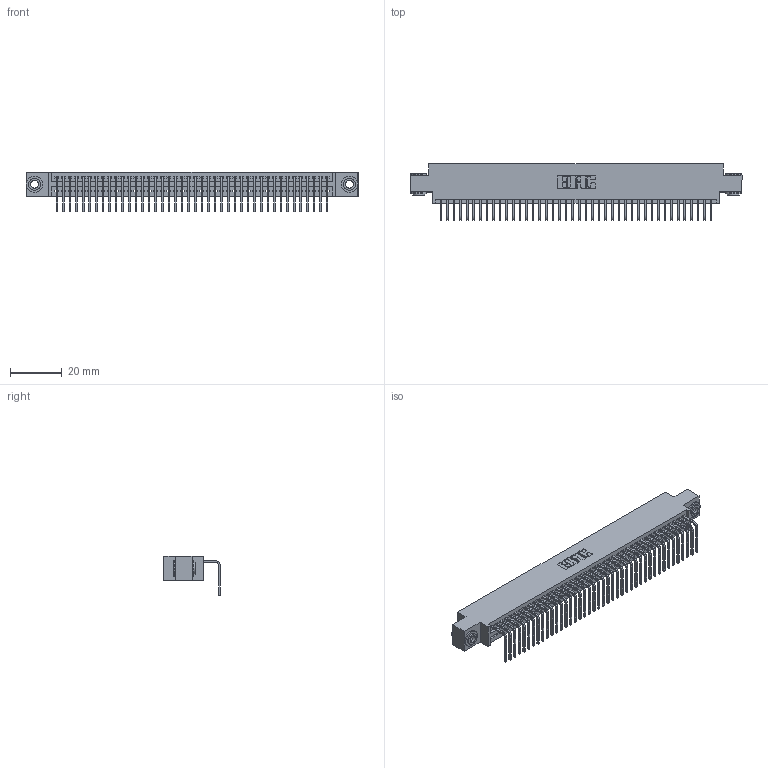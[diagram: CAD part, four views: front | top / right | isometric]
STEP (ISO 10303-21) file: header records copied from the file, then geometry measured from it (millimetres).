
FILE_DESCRIPTION (( 'STEP AP203' ), '1' );
FILE_NAME ('395-042-558-603.STEP', '2019-10-11T12:05:04', ( '' ), ( '' ), 'SwSTEP 2.0', 'SolidWorks 2016', '' );
FILE_SCHEMA (( 'CONFIG_CONTROL_DESIGN' ));
Length unit declared in the file: inch
Products named in the file (4): 345-292-001_558 Tail - 2; 345-250-002_345-250-002-102; 395-042-558-603; 345 Part_0.170 Offset - 0.156 Dia-TH
Assembly tree (45 placements, depth 2):
  395-042-558-603
    345 Part_0.170 Offset - 0.156 Dia-TH
    345-292-001_558 Tail - 2  x42
    345-250-002_345-250-002-102  x2
Bounding box: 127.89 x 21.83 x 15.37 mm (x, y, z)
Volume: 12193 mm3; surface area: 17366.7 mm2
Topology: 45 solids, 45 shells, 2688 faces, 8073 edges, 5322 vertices
Faces by surface type: plane 1858, cylinder 822, cone 8
Entity records: 32476 total; most frequent: CARTESIAN_POINT 5605, ORIENTED_EDGE 5574, DIRECTION 4925, EDGE_CURVE 2787, LINE 2463, VECTOR 2463, VERTEX_POINT 1854, AXIS2_PLACEMENT_3D 1231
